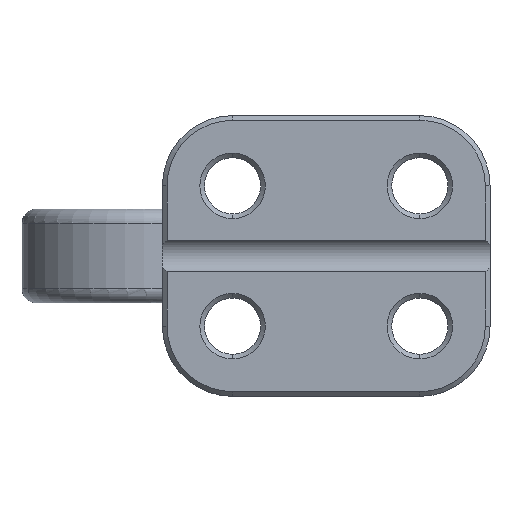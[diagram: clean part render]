
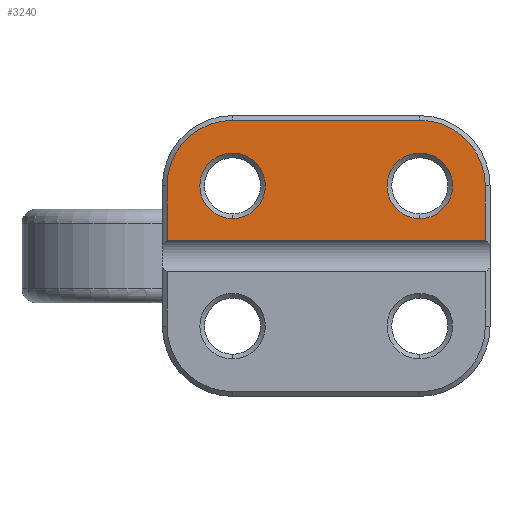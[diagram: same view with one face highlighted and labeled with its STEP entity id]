
A CAD part, front view. The second image highlights one B-rep face of the part: STEP entity #3240.
In plain terms, the highlighted planar face has unit normal (0, -1, 0).
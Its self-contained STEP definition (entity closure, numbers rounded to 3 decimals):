
#26 = EDGE_CURVE ( 'NONE', #622, #3626, #902, .T. ) ;
#91 = AXIS2_PLACEMENT_3D ( 'NONE', #1605, #444, #1625 ) ;
#155 = ORIENTED_EDGE ( 'NONE', *, *, #2295, .T. ) ;
#185 = AXIS2_PLACEMENT_3D ( 'NONE', #2635, #3461, #1421 ) ;
#264 = DIRECTION ( 'NONE',  ( 0., 0., 1. ) ) ;
#318 = CARTESIAN_POINT ( 'NONE',  ( -20., 0., 15. ) ) ;
#336 = AXIS2_PLACEMENT_3D ( 'NONE', #1405, #1975, #264 ) ;
#343 = FACE_BOUND ( 'NONE', #833, .T. ) ;
#405 = VERTEX_POINT ( 'NONE', #877 ) ;
#434 = VERTEX_POINT ( 'NONE', #662 ) ;
#444 = DIRECTION ( 'NONE',  ( 0., 1., 0. ) ) ;
#495 = EDGE_CURVE ( 'NONE', #2351, #553, #1782, .T. ) ;
#514 = EDGE_CURVE ( 'NONE', #1869, #1510, #3408, .T. ) ;
#520 = LINE ( 'NONE', #2819, #1125 ) ;
#553 = VERTEX_POINT ( 'NONE', #3625 ) ;
#555 = DIRECTION ( 'NONE',  ( 0., 0., 1. ) ) ;
#622 = VERTEX_POINT ( 'NONE', #731 ) ;
#645 = ORIENTED_EDGE ( 'NONE', *, *, #969, .T. ) ;
#662 = CARTESIAN_POINT ( 'NONE',  ( -20., 0., 22. ) ) ;
#681 = DIRECTION ( 'NONE',  ( 0., 1., 0. ) ) ;
#709 = CIRCLE ( 'NONE', #3104, 14. ) ;
#731 = CARTESIAN_POINT ( 'NONE',  ( -34., 0., 3.324 ) ) ;
#833 = EDGE_LOOP ( 'NONE', ( #2815, #872 ) ) ;
#872 = ORIENTED_EDGE ( 'NONE', *, *, #1519, .T. ) ;
#877 = CARTESIAN_POINT ( 'NONE',  ( 20., 0., 29. ) ) ;
#885 = AXIS2_PLACEMENT_3D ( 'NONE', #3209, #681, #2890 ) ;
#899 = CARTESIAN_POINT ( 'NONE',  ( -20., 0., 29. ) ) ;
#902 = LINE ( 'NONE', #2043, #1894 ) ;
#943 = DIRECTION ( 'NONE',  ( 0., 0., 1. ) ) ;
#969 = EDGE_CURVE ( 'NONE', #1510, #622, #2521, .T. ) ;
#1000 = ORIENTED_EDGE ( 'NONE', *, *, #26, .T. ) ;
#1011 = AXIS2_PLACEMENT_3D ( 'NONE', #3550, #1229, #3489 ) ;
#1092 = DIRECTION ( 'NONE',  ( 0., 0., -1. ) ) ;
#1125 = VECTOR ( 'NONE', #555, 1000. ) ;
#1229 = DIRECTION ( 'NONE',  ( 0., 1., 0. ) ) ;
#1304 = CARTESIAN_POINT ( 'NONE',  ( -20., 0., 29. ) ) ;
#1355 = AXIS2_PLACEMENT_3D ( 'NONE', #318, #3521, #943 ) ;
#1405 = CARTESIAN_POINT ( 'NONE',  ( -20., 0., 15. ) ) ;
#1421 = DIRECTION ( 'NONE',  ( 0., 0., 1. ) ) ;
#1439 = VECTOR ( 'NONE', #1092, 1000. ) ;
#1482 = FACE_OUTER_BOUND ( 'NONE', #2709, .T. ) ;
#1510 = VERTEX_POINT ( 'NONE', #3469 ) ;
#1519 = EDGE_CURVE ( 'NONE', #553, #2351, #3048, .T. ) ;
#1605 = CARTESIAN_POINT ( 'NONE',  ( -20., 0., 15. ) ) ;
#1625 = DIRECTION ( 'NONE',  ( 0., 0., 1. ) ) ;
#1647 = CARTESIAN_POINT ( 'NONE',  ( -20., 0., 8. ) ) ;
#1705 = EDGE_CURVE ( 'NONE', #2037, #434, #2329, .T. ) ;
#1756 = DIRECTION ( 'NONE',  ( 1., 0., 0. ) ) ;
#1782 = CIRCLE ( 'NONE', #885, 7. ) ;
#1850 = CARTESIAN_POINT ( 'NONE',  ( 20., 0., 8. ) ) ;
#1869 = VERTEX_POINT ( 'NONE', #899 ) ;
#1894 = VECTOR ( 'NONE', #1756, 1000. ) ;
#1975 = DIRECTION ( 'NONE',  ( 0., 1., 0. ) ) ;
#2008 = EDGE_CURVE ( 'NONE', #434, #2037, #3580, .T. ) ;
#2037 = VERTEX_POINT ( 'NONE', #1647 ) ;
#2043 = CARTESIAN_POINT ( 'NONE',  ( -129., 0., 3.324 ) ) ;
#2049 = ORIENTED_EDGE ( 'NONE', *, *, #2876, .T. ) ;
#2055 = EDGE_CURVE ( 'NONE', #3072, #405, #709, .T. ) ;
#2195 = CARTESIAN_POINT ( 'NONE',  ( 34., 0., 3.324 ) ) ;
#2295 = EDGE_CURVE ( 'NONE', #405, #1869, #2431, .T. ) ;
#2329 = CIRCLE ( 'NONE', #336, 7. ) ;
#2351 = VERTEX_POINT ( 'NONE', #1850 ) ;
#2390 = CARTESIAN_POINT ( 'NONE',  ( 34., 0., 15. ) ) ;
#2431 = LINE ( 'NONE', #1304, #3539 ) ;
#2457 = ORIENTED_EDGE ( 'NONE', *, *, #514, .T. ) ;
#2521 = LINE ( 'NONE', #3672, #1439 ) ;
#2635 = CARTESIAN_POINT ( 'NONE',  ( -20., 0., -15. ) ) ;
#2642 = EDGE_LOOP ( 'NONE', ( #3614, #3325 ) ) ;
#2709 = EDGE_LOOP ( 'NONE', ( #1000, #2049, #2856, #155, #2457, #645 ) ) ;
#2774 = DIRECTION ( 'NONE',  ( 0., -1., 0. ) ) ;
#2775 = DIRECTION ( 'NONE',  ( -1., 0., 0. ) ) ;
#2815 = ORIENTED_EDGE ( 'NONE', *, *, #495, .T. ) ;
#2819 = CARTESIAN_POINT ( 'NONE',  ( 34., 0., -15. ) ) ;
#2856 = ORIENTED_EDGE ( 'NONE', *, *, #2055, .T. ) ;
#2876 = EDGE_CURVE ( 'NONE', #3626, #3072, #520, .T. ) ;
#2890 = DIRECTION ( 'NONE',  ( 0., 0., 1. ) ) ;
#2915 = PLANE ( 'NONE',  #185 ) ;
#3048 = CIRCLE ( 'NONE', #1011, 7. ) ;
#3052 = DIRECTION ( 'NONE',  ( 0., 0., 1. ) ) ;
#3072 = VERTEX_POINT ( 'NONE', #2390 ) ;
#3104 = AXIS2_PLACEMENT_3D ( 'NONE', #3341, #2774, #3052 ) ;
#3191 = FACE_BOUND ( 'NONE', #2642, .T. ) ;
#3209 = CARTESIAN_POINT ( 'NONE',  ( 20., 0., 15. ) ) ;
#3240 = ADVANCED_FACE ( 'NONE', ( #1482, #3191, #343 ), #2915, .F. ) ;
#3325 = ORIENTED_EDGE ( 'NONE', *, *, #2008, .T. ) ;
#3341 = CARTESIAN_POINT ( 'NONE',  ( 20., 0., 15. ) ) ;
#3408 = CIRCLE ( 'NONE', #1355, 14. ) ;
#3461 = DIRECTION ( 'NONE',  ( 0., 1., 0. ) ) ;
#3469 = CARTESIAN_POINT ( 'NONE',  ( -34., 0., 15. ) ) ;
#3489 = DIRECTION ( 'NONE',  ( 0., 0., 1. ) ) ;
#3521 = DIRECTION ( 'NONE',  ( 0., -1., 0. ) ) ;
#3539 = VECTOR ( 'NONE', #2775, 1000. ) ;
#3550 = CARTESIAN_POINT ( 'NONE',  ( 20., 0., 15. ) ) ;
#3580 = CIRCLE ( 'NONE', #91, 7. ) ;
#3614 = ORIENTED_EDGE ( 'NONE', *, *, #1705, .T. ) ;
#3625 = CARTESIAN_POINT ( 'NONE',  ( 20., 0., 22. ) ) ;
#3626 = VERTEX_POINT ( 'NONE', #2195 ) ;
#3672 = CARTESIAN_POINT ( 'NONE',  ( -34., 0., -15. ) ) ;
